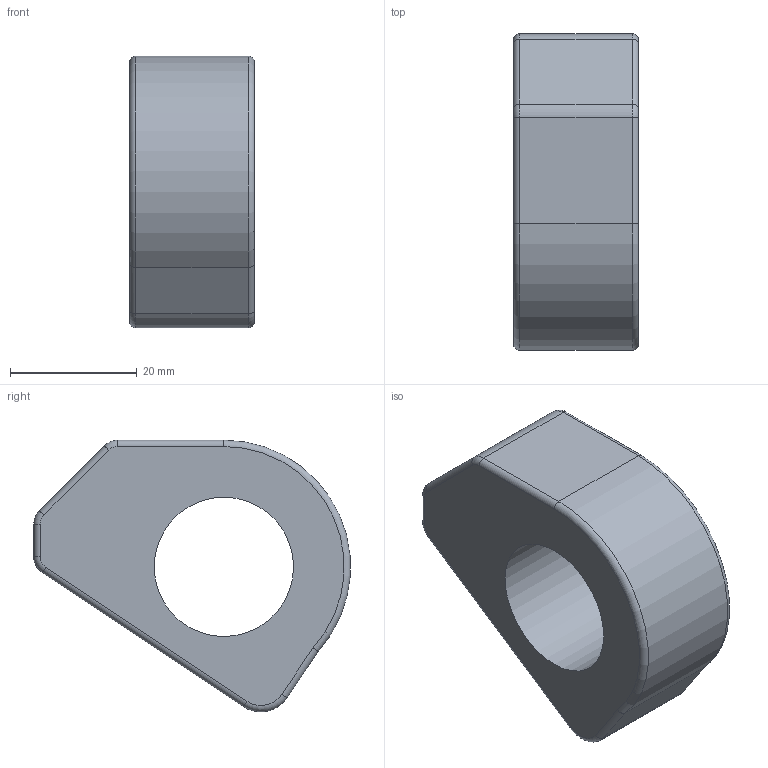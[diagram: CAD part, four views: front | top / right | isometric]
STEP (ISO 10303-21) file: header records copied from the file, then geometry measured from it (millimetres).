
FILE_DESCRIPTION(/* description */ (''),/* implementation_level */ '2;1');
FILE_NAME(/* name */ 'Back Bone PC2.step',/* time_stamp */ '2022-01-13T10:58:06-06:00',/* author */ (''),/* organization */ (''),/* preprocessor_version */ 'ST-DEVELOPER v18.1',/* originating_system */ 'Autodesk Translation Framework v10.10.0.1391',/* authorisation */ '');
FILE_SCHEMA (('AUTOMOTIVE_DESIGN { 1 0 10303 214 3 1 1 }'));
Length unit declared in the file: millimetre
Products named in the file (1): PC2
Bounding box: 19.7 x 49.95 x 42.87 mm (x, y, z)
Volume: 21189.8 mm3; surface area: 6665 mm2
Topology: 1 solids, 1 shells, 41 faces, 91 edges, 54 vertices
Faces by surface type: cylinder 18, plane 13, torus 10
Full cylindrical faces by diameter (mm): 2.8 x2, 22 x1
Entity records: 1195 total; most frequent: DIRECTION 221, CARTESIAN_POINT 209, ORIENTED_EDGE 182, EDGE_CURVE 91, AXIS2_PLACEMENT_3D 90, VERTEX_POINT 54, CIRCLE 48, EDGE_LOOP 45
